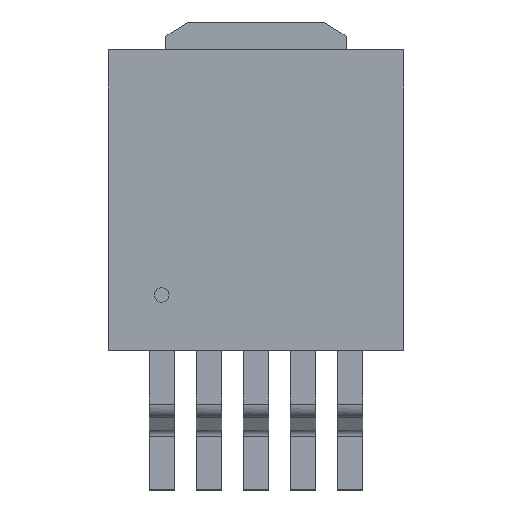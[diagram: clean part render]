
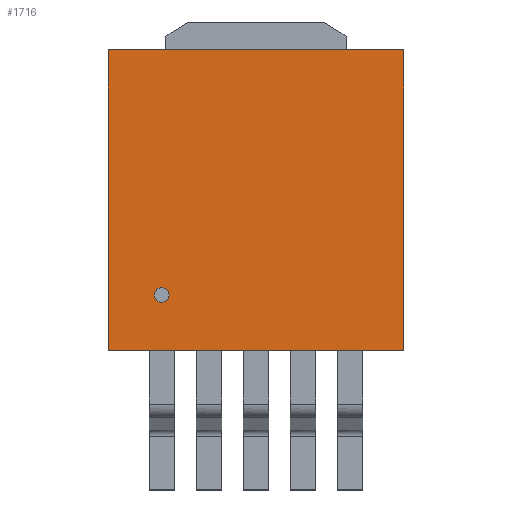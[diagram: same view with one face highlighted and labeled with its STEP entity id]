
A CAD part, top view. The second image highlights one B-rep face of the part: STEP entity #1716.
In plain terms, the highlighted planar face has unit normal (0, 0, 1).
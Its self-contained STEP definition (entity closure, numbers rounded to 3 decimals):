
#238 = VECTOR ( 'NONE', #1709, 1000. ) ;
#337 = VECTOR ( 'NONE', #1137, 1000. ) ;
#376 = AXIS2_PLACEMENT_3D ( 'NONE', #1869, #2093, #2108 ) ;
#494 = VECTOR ( 'NONE', #2717, 1000. ) ;
#573 = EDGE_CURVE ( 'NONE', #739, #637, #1612, .T. ) ;
#637 = VERTEX_POINT ( 'NONE', #1291 ) ;
#739 = VERTEX_POINT ( 'NONE', #1305 ) ;
#753 = EDGE_CURVE ( 'NONE', #2963, #2199, #1146, .T. ) ;
#1014 = ORIENTED_EDGE ( 'NONE', *, *, #573, .F. ) ;
#1137 = DIRECTION ( 'NONE',  ( -1., 0., 0. ) ) ;
#1146 = LINE ( 'NONE', #2243, #494 ) ;
#1291 = CARTESIAN_POINT ( 'NONE',  ( 5.334, -5.423, 4.597 ) ) ;
#1305 = CARTESIAN_POINT ( 'NONE',  ( 5.334, 5.423, 4.597 ) ) ;
#1442 = VECTOR ( 'NONE', #1511, 1000. ) ;
#1472 = CARTESIAN_POINT ( 'NONE',  ( 5.334, -5.423, 4.597 ) ) ;
#1511 = DIRECTION ( 'NONE',  ( 1., 0., 0. ) ) ;
#1612 = LINE ( 'NONE', #1472, #238 ) ;
#1642 = FACE_OUTER_BOUND ( 'NONE', #2208, .T. ) ;
#1709 = DIRECTION ( 'NONE',  ( 0., -1., 0. ) ) ;
#1716 = ADVANCED_FACE ( 'NONE', ( #1642 ), #1850, .T. ) ;
#1719 = ORIENTED_EDGE ( 'NONE', *, *, #2067, .F. ) ;
#1850 = PLANE ( 'NONE',  #376 ) ;
#1869 = CARTESIAN_POINT ( 'NONE',  ( -5.334, -5.423, 4.597 ) ) ;
#1997 = CARTESIAN_POINT ( 'NONE',  ( 5.334, 5.423, 4.597 ) ) ;
#2067 = EDGE_CURVE ( 'NONE', #637, #2963, #2614, .T. ) ;
#2093 = DIRECTION ( 'NONE',  ( 0., 0., 1. ) ) ;
#2108 = DIRECTION ( 'NONE',  ( 1., 0., 0. ) ) ;
#2199 = VERTEX_POINT ( 'NONE', #2969 ) ;
#2208 = EDGE_LOOP ( 'NONE', ( #2537, #2748, #1719, #1014 ) ) ;
#2243 = CARTESIAN_POINT ( 'NONE',  ( -5.334, 5.423, 4.597 ) ) ;
#2351 = EDGE_CURVE ( 'NONE', #2199, #739, #2686, .T. ) ;
#2503 = CARTESIAN_POINT ( 'NONE',  ( -5.334, -5.423, 4.597 ) ) ;
#2537 = ORIENTED_EDGE ( 'NONE', *, *, #2351, .F. ) ;
#2614 = LINE ( 'NONE', #3019, #337 ) ;
#2686 = LINE ( 'NONE', #1997, #1442 ) ;
#2717 = DIRECTION ( 'NONE',  ( 0., 1., 0. ) ) ;
#2748 = ORIENTED_EDGE ( 'NONE', *, *, #753, .F. ) ;
#2963 = VERTEX_POINT ( 'NONE', #2503 ) ;
#2969 = CARTESIAN_POINT ( 'NONE',  ( -5.334, 5.423, 4.597 ) ) ;
#3019 = CARTESIAN_POINT ( 'NONE',  ( -5.334, -5.423, 4.597 ) ) ;
